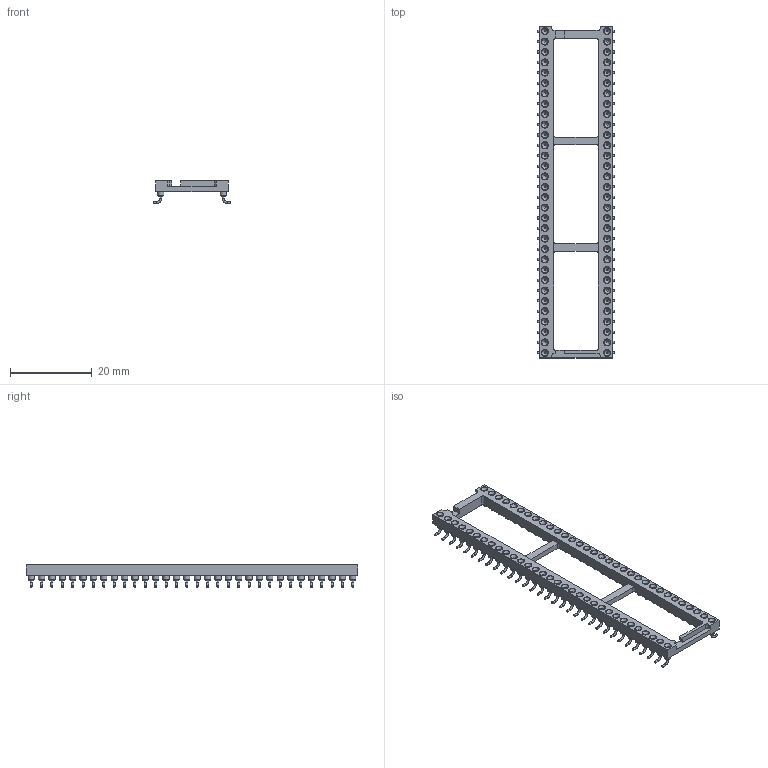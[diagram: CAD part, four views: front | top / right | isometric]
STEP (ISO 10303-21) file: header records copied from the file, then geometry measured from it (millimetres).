
FILE_DESCRIPTION(/* description */ ('model of DIP-64_W16.51mm_SMDSocket_LongPads'),/* implementation_level */ '2;1');
FILE_NAME(/* name */ 'DIP-64_W16.51mm_SMDSocket_LongPads.step',/* time_stamp */ '2017-11-03T14:49:50',/* author */ ('Terje Io','https://github.com/terjeio'),/* organization */ ('FreeCAD'),/* preprocessor_version */ 'OCC',/* originating_system */ 'kicad StepUp',/* authorisation */ '');
FILE_SCHEMA(('AUTOMOTIVE_DESIGN_CC2 { 1 2 10303 214 -1 1 5 4 }'));
Length unit declared in the file: millimetre
Products named in the file (1): DIP_64_W1651mm_SMDSocket_LongPads
Bounding box: 19.04 x 81.28 x 5.58 mm (x, y, z)
Volume: 1736.5 mm3; surface area: 3207.9 mm2
Topology: 1 solids, 1 shells, 943 faces, 1614 edges, 990 vertices
Faces by surface type: plane 351, cylinder 336, cone 192, torus 64
Full cylindrical faces by diameter (mm): 0.508 x192, 1.524 x64, 1.724 x64
Entity records: 16455 total; most frequent: ORIENTED_EDGE 2962, CARTESIAN_POINT 2062, AXIS2_PLACEMENT_3D 1762, EDGE_CURVE 1614, FACE_BOUND 1266, EDGE_LOOP 1266, CIRCLE 992, VERTEX_POINT 990
